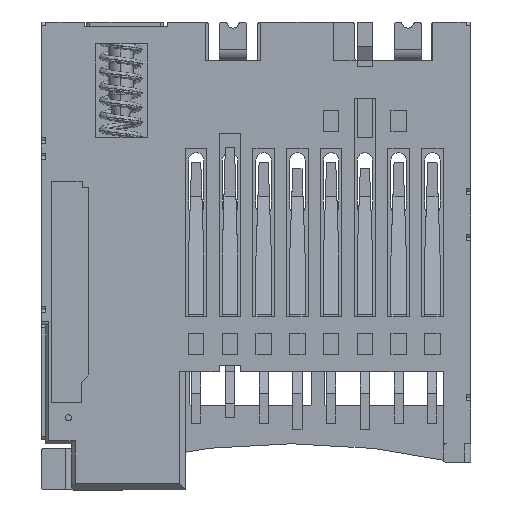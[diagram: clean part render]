
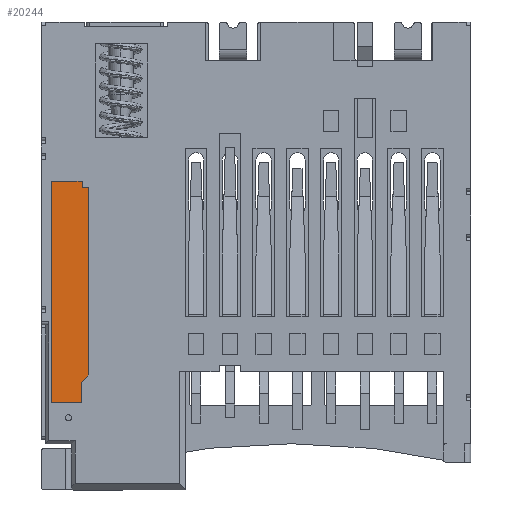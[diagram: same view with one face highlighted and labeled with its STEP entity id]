
A CAD part, top view. The second image highlights one B-rep face of the part: STEP entity #20244.
In plain terms, the highlighted planar face has unit normal (0, 0, 1).
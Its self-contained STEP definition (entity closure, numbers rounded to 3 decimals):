
#270 = CARTESIAN_POINT ( 'NONE',  ( -5.669, 2.433, -0.2 ) ) ;
#480 = EDGE_CURVE ( 'NONE', #24052, #3341, #5278, .T. ) ;
#631 = CARTESIAN_POINT ( 'NONE',  ( -5.473, -3.882, -0.2 ) ) ;
#922 = ORIENTED_EDGE ( 'NONE', *, *, #480, .F. ) ;
#1108 = EDGE_CURVE ( 'NONE', #11004, #15344, #20755, .T. ) ;
#1370 = ORIENTED_EDGE ( 'NONE', *, *, #20946, .F. ) ;
#1609 = ORIENTED_EDGE ( 'NONE', *, *, #13253, .F. ) ;
#1702 = AXIS2_PLACEMENT_3D ( 'NONE', #4780, #14386, #16308 ) ;
#2300 = ORIENTED_EDGE ( 'NONE', *, *, #2687, .F. ) ;
#2395 = CARTESIAN_POINT ( 'NONE',  ( -5.688, -4.143, -0.2 ) ) ;
#2687 = EDGE_CURVE ( 'NONE', #15344, #11138, #11633, .T. ) ;
#2989 = CARTESIAN_POINT ( 'NONE',  ( -5.669, 2.433, -0.2 ) ) ;
#3341 = VERTEX_POINT ( 'NONE', #2395 ) ;
#3349 = CARTESIAN_POINT ( 'NONE',  ( -5.688, -4.776, -0.2 ) ) ;
#4404 = VERTEX_POINT ( 'NONE', #24527 ) ;
#4494 = CARTESIAN_POINT ( 'NONE',  ( -6.673, -4.776, -0.2 ) ) ;
#4780 = CARTESIAN_POINT ( 'NONE',  ( 0., 0., -0.2 ) ) ;
#5278 = LINE ( 'NONE', #5532, #9083 ) ;
#5532 = CARTESIAN_POINT ( 'NONE',  ( -5.688, -4.143, -0.2 ) ) ;
#5676 = DIRECTION ( 'NONE',  ( 0., -1., 0. ) ) ;
#8587 = DIRECTION ( 'NONE',  ( 1., 0., 0. ) ) ;
#9083 = VECTOR ( 'NONE', #9238, 1000. ) ;
#9101 = VECTOR ( 'NONE', #18578, 1000. ) ;
#9238 = DIRECTION ( 'NONE',  ( -0.637, -0.771, 0. ) ) ;
#9736 = EDGE_LOOP ( 'NONE', ( #922, #23641, #14376, #2300, #26752, #1609, #23284, #1370 ) ) ;
#9750 = VECTOR ( 'NONE', #20879, 1000. ) ;
#10039 = DIRECTION ( 'NONE',  ( 0., -1., 0. ) ) ;
#10246 = CARTESIAN_POINT ( 'NONE',  ( -5.558, -4.776, -0.2 ) ) ;
#10251 = VERTEX_POINT ( 'NONE', #26918 ) ;
#11004 = VERTEX_POINT ( 'NONE', #25318 ) ;
#11138 = VERTEX_POINT ( 'NONE', #21752 ) ;
#11218 = CARTESIAN_POINT ( 'NONE',  ( -5.669, 2.235, -0.2 ) ) ;
#11633 = LINE ( 'NONE', #11218, #14341 ) ;
#11695 = CARTESIAN_POINT ( 'NONE',  ( -5.688, -4.776, -0.2 ) ) ;
#12660 = VECTOR ( 'NONE', #25289, 1000. ) ;
#13253 = EDGE_CURVE ( 'NONE', #10251, #11004, #21017, .T. ) ;
#14104 = EDGE_CURVE ( 'NONE', #4404, #24052, #26556, .T. ) ;
#14341 = VECTOR ( 'NONE', #26100, 1000. ) ;
#14376 = ORIENTED_EDGE ( 'NONE', *, *, #16691, .F. ) ;
#14386 = DIRECTION ( 'NONE',  ( 0., 0., 1. ) ) ;
#15127 = EDGE_CURVE ( 'NONE', #25593, #10251, #20747, .T. ) ;
#15344 = VERTEX_POINT ( 'NONE', #2989 ) ;
#16308 = DIRECTION ( 'NONE',  ( 1., 0., 0. ) ) ;
#16691 = EDGE_CURVE ( 'NONE', #11138, #4404, #25031, .T. ) ;
#16962 = CARTESIAN_POINT ( 'NONE',  ( -5.473, 2.235, -0.2 ) ) ;
#18110 = CARTESIAN_POINT ( 'NONE',  ( -5.473, -3.882, -0.2 ) ) ;
#18578 = DIRECTION ( 'NONE',  ( -1., 0., 0. ) ) ;
#18928 = VECTOR ( 'NONE', #8587, 1000. ) ;
#20244 = ADVANCED_FACE ( 'NONE', ( #25545 ), #23484, .T. ) ;
#20747 = LINE ( 'NONE', #10246, #9101 ) ;
#20755 = LINE ( 'NONE', #270, #18928 ) ;
#20879 = DIRECTION ( 'NONE',  ( 0., 1., 0. ) ) ;
#20946 = EDGE_CURVE ( 'NONE', #3341, #25593, #24386, .T. ) ;
#21017 = LINE ( 'NONE', #4494, #9750 ) ;
#21714 = VECTOR ( 'NONE', #10039, 1000. ) ;
#21752 = CARTESIAN_POINT ( 'NONE',  ( -5.669, 2.235, -0.2 ) ) ;
#21813 = VECTOR ( 'NONE', #5676, 1000. ) ;
#23284 = ORIENTED_EDGE ( 'NONE', *, *, #15127, .F. ) ;
#23484 = PLANE ( 'NONE',  #1702 ) ;
#23641 = ORIENTED_EDGE ( 'NONE', *, *, #14104, .F. ) ;
#24052 = VERTEX_POINT ( 'NONE', #631 ) ;
#24386 = LINE ( 'NONE', #11695, #21813 ) ;
#24527 = CARTESIAN_POINT ( 'NONE',  ( -5.473, 2.235, -0.2 ) ) ;
#25031 = LINE ( 'NONE', #16962, #12660 ) ;
#25289 = DIRECTION ( 'NONE',  ( 1., 0., 0. ) ) ;
#25318 = CARTESIAN_POINT ( 'NONE',  ( -6.673, 2.433, -0.2 ) ) ;
#25545 = FACE_OUTER_BOUND ( 'NONE', #9736, .T. ) ;
#25593 = VERTEX_POINT ( 'NONE', #3349 ) ;
#26100 = DIRECTION ( 'NONE',  ( 0., -1., 0. ) ) ;
#26556 = LINE ( 'NONE', #18110, #21714 ) ;
#26752 = ORIENTED_EDGE ( 'NONE', *, *, #1108, .F. ) ;
#26918 = CARTESIAN_POINT ( 'NONE',  ( -6.673, -4.776, -0.2 ) ) ;
